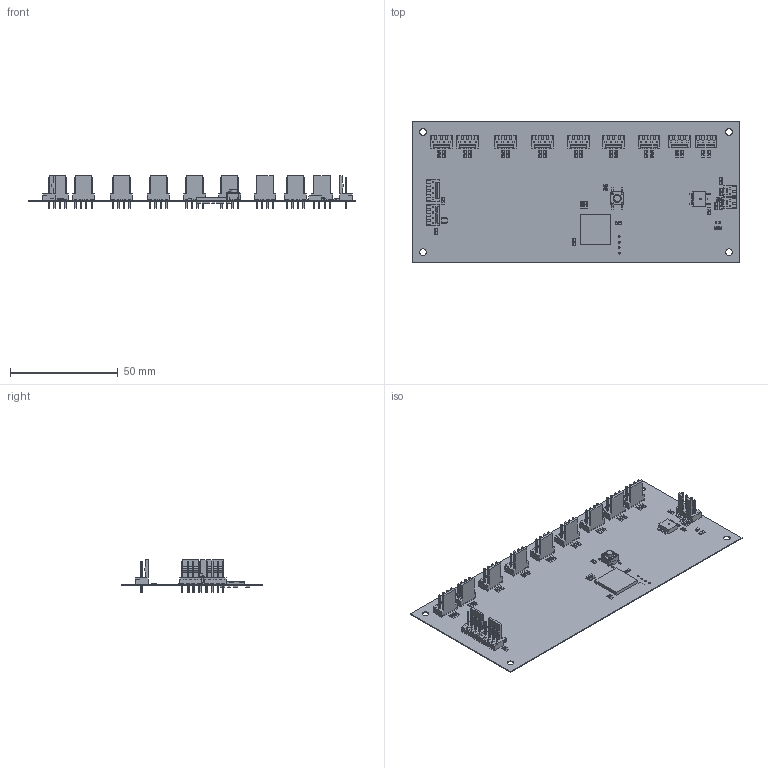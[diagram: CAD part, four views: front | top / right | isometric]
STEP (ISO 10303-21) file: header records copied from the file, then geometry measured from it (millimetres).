
FILE_DESCRIPTION(('Open CASCADE Model'),'2;1');
FILE_NAME('Open CASCADE Shape Model','2021-05-25T13:31:47',('Author'),( 'Open CASCADE'),'Open CASCADE STEP processor 6.8','Open CASCADE 6.8' ,'Unknown');
FILE_SCHEMA(('AUTOMOTIVE_DESIGN { 1 0 10303 214 1 1 1 1 }'));
Length unit declared in the file: millimetre
Products named in the file (85): PCB; Board; Open CASCADE STEP translator 6.8 2.1.1; R8; User_Library-res0805; User_Library-res0805_pad_0805___; User_Library-res0805_res0805_body___; D1; User_Library-LED_SMD0805; U3; 6135040288; Extruded; U2; User_Library-SOT23-8; U1; User_Library-TO252AA; SW1; TL3301AFxxxxG; TL1105CONTACTDOME; TL3301GBODY; TL1105COVER; TL1105-3301ACTUATOR_A_5; R7_PT9; R7_PT8; R7_PT7; R7_PT6; R7_PT5; R7_PT4; R7_PT3; R7_PT2; R7_PT1; R6_PT9; R6_PT8; R6_PT7; R6_PT6; R6_PT5; R6_PT4; R6_PT3; R6_PT2; R6_PT1 ...
Assembly tree (139 placements, depth 4):
  PCB
    Board
      Open CASCADE STEP translator 6.8 2.1.1
    R8
      User_Library-res0805
        User_Library-res0805_pad_0805___
        User_Library-res0805_res0805_body___
    D1
      User_Library-LED_SMD0805
    U3
      6135040288
        Extruded
    U2
      User_Library-SOT23-8
    U1
      User_Library-TO252AA
    SW1
      TL3301AFxxxxG
        TL1105CONTACTDOME
        TL3301GBODY
        TL1105COVER
        TL1105-3301ACTUATOR_A_5
    R7_PT9
      User_Library-res0805
        User_Library-res0805_pad_0805___
        User_Library-res0805_res0805_body___
    R7_PT8
      User_Library-res0805
        User_Library-res0805_pad_0805___
        User_Library-res0805_res0805_body___
    R7_PT7
      User_Library-res0805
        User_Library-res0805_pad_0805___
        User_Library-res0805_res0805_body___
    R7_PT6
      User_Library-res0805
        User_Library-res0805_pad_0805___
        User_Library-res0805_res0805_body___
    R7_PT5
      User_Library-res0805
        User_Library-res0805_pad_0805___
        User_Library-res0805_res0805_body___
    R7_PT4
      User_Library-res0805
        User_Library-res0805_pad_0805___
        User_Library-res0805_res0805_body___
    R7_PT3
      User_Library-res0805
        User_Library-res0805_pad_0805___
        User_Library-res0805_res0805_body___
    R7_PT2
      User_Library-res0805
        User_Library-res0805_pad_0805___
        User_Library-res0805_res0805_body___
    R7_PT1
      User_Library-res0805
        User_Library-res0805_pad_0805___
        User_Library-res0805_res0805_body___
    R6_PT9
      User_Library-res0805
Bounding box: 152.4 x 65.91 x 15.24 mm (x, y, z)
Volume: 7732.5 mm3; surface area: 28294.8 mm2
Topology: 164 solids, 164 shells, 4132 faces, 10374 edges, 6630 vertices
Faces by surface type: plane 3121, cylinder 501, bspline 339, sphere 165, torus 4, cone 2
Full cylindrical faces by diameter (mm): 0.75 x8, 0.9 x4, 1.016 x48, 3.048 x4, 3.6 x1, 5 x1
Entity records: 29938 total; most frequent: CARTESIAN_POINT 5753, DIRECTION 4139, ORIENTED_EDGE 4104, EDGE_CURVE 2052, LINE 1591, VECTOR 1591, VERTEX_POINT 1344, AXIS2_PLACEMENT_3D 1274
